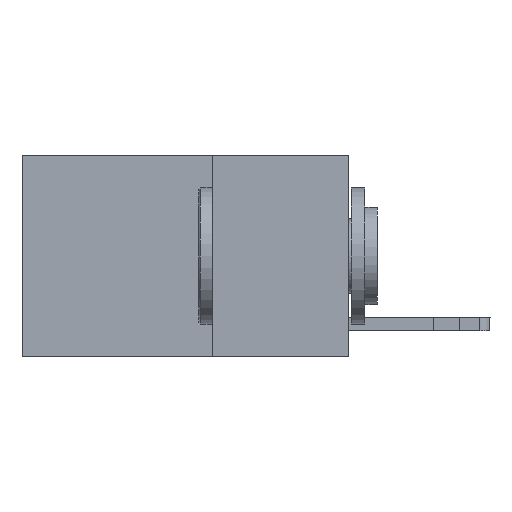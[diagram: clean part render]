
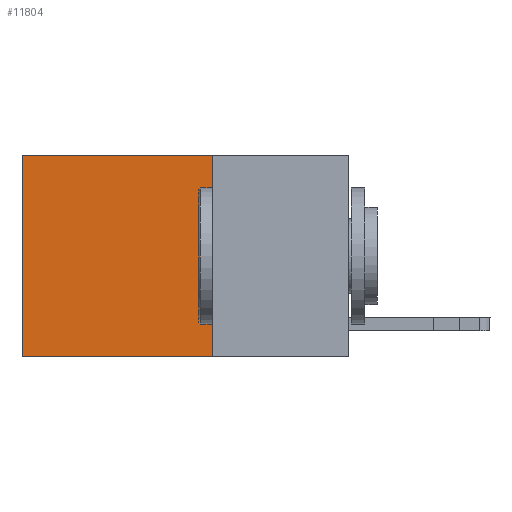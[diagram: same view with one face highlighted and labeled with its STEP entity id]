
A CAD part, left-side view. The second image highlights one B-rep face of the part: STEP entity #11804.
In plain terms, the highlighted planar face has unit normal (-1, 0, 0).
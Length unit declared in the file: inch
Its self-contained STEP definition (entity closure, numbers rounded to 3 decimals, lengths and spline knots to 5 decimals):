
#234 = EDGE_CURVE ( 'NONE', #8038, #3823, #691, .T. ) ;
#434 = DIRECTION ( 'NONE',  ( 0., 0., -1. ) ) ;
#691 = LINE ( 'NONE', #12237, #14220 ) ;
#1309 = LINE ( 'NONE', #3165, #5392 ) ;
#1836 = AXIS2_PLACEMENT_3D ( 'NONE', #9284, #2571, #11974 ) ;
#2571 = DIRECTION ( 'NONE',  ( 1., 0., 0. ) ) ;
#3165 = CARTESIAN_POINT ( 'NONE',  ( 0.2625, 0.25, -0.37 ) ) ;
#3399 = VERTEX_POINT ( 'NONE', #9191 ) ;
#3696 = CARTESIAN_POINT ( 'NONE',  ( 0.2625, 0.25, 0. ) ) ;
#3755 = DIRECTION ( 'NONE',  ( 0., 1., 0. ) ) ;
#3823 = VERTEX_POINT ( 'NONE', #5063 ) ;
#4580 = CARTESIAN_POINT ( 'NONE',  ( 0.2625, 0.25, -0.37 ) ) ;
#4654 = CARTESIAN_POINT ( 'NONE',  ( 0.2625, 0.25, 0. ) ) ;
#5063 = CARTESIAN_POINT ( 'NONE',  ( 0.2625, 0.6, -0.37 ) ) ;
#5392 = VECTOR ( 'NONE', #13910, 39.37008 ) ;
#5888 = VERTEX_POINT ( 'NONE', #4580 ) ;
#6940 = ORIENTED_EDGE ( 'NONE', *, *, #7140, .F. ) ;
#7000 = VECTOR ( 'NONE', #3755, 39.37008 ) ;
#7140 = EDGE_CURVE ( 'NONE', #3399, #5888, #17133, .T. ) ;
#8038 = VERTEX_POINT ( 'NONE', #9581 ) ;
#8543 = DIRECTION ( 'NONE',  ( 0., 0., -1. ) ) ;
#9191 = CARTESIAN_POINT ( 'NONE',  ( 0.2625, 0.25, 0. ) ) ;
#9284 = CARTESIAN_POINT ( 'NONE',  ( 0.2625, 0.25, 0. ) ) ;
#9581 = CARTESIAN_POINT ( 'NONE',  ( 0.2625, 0.6, 0. ) ) ;
#9783 = FACE_OUTER_BOUND ( 'NONE', #17310, .T. ) ;
#10109 = VECTOR ( 'NONE', #434, 39.37008 ) ;
#10449 = ORIENTED_EDGE ( 'NONE', *, *, #11390, .F. ) ;
#11390 = EDGE_CURVE ( 'NONE', #5888, #3823, #1309, .T. ) ;
#11777 = ORIENTED_EDGE ( 'NONE', *, *, #13659, .T. ) ;
#11804 = ADVANCED_FACE ( 'NONE', ( #9783 ), #14569, .F. ) ;
#11974 = DIRECTION ( 'NONE',  ( 0., 0., -1. ) ) ;
#12237 = CARTESIAN_POINT ( 'NONE',  ( 0.2625, 0.6, 0. ) ) ;
#13659 = EDGE_CURVE ( 'NONE', #3399, #8038, #16758, .T. ) ;
#13910 = DIRECTION ( 'NONE',  ( 0., 1., 0. ) ) ;
#14127 = ORIENTED_EDGE ( 'NONE', *, *, #234, .T. ) ;
#14220 = VECTOR ( 'NONE', #8543, 39.37008 ) ;
#14569 = PLANE ( 'NONE',  #1836 ) ;
#16758 = LINE ( 'NONE', #3696, #7000 ) ;
#17133 = LINE ( 'NONE', #4654, #10109 ) ;
#17310 = EDGE_LOOP ( 'NONE', ( #14127, #10449, #6940, #11777 ) ) ;
